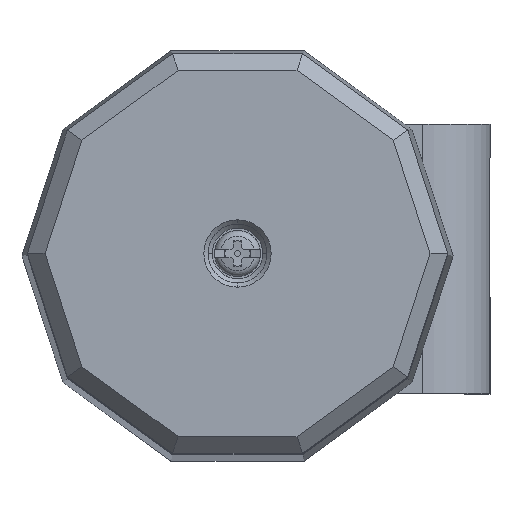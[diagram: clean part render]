
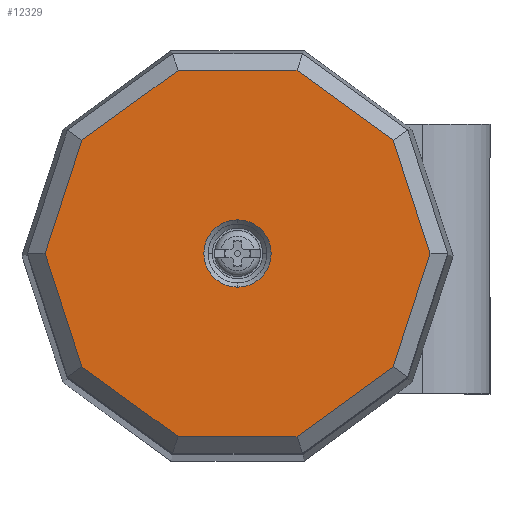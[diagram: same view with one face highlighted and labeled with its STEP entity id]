
A CAD part, top view. The second image highlights one B-rep face of the part: STEP entity #12329.
In plain terms, the highlighted planar face has unit normal (0, 0, 1).
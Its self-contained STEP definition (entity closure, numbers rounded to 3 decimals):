
#11561=CARTESIAN_POINT('',(0.,-4.,380.));
#11562=VERTEX_POINT('',#11561);
#11571=CARTESIAN_POINT('',(0.,4.,380.));
#11572=VERTEX_POINT('',#11571);
#11573=CARTESIAN_POINT('',(0.,0.,380.));
#11574=DIRECTION('',(0.0,0.0,1.0));
#11575=DIRECTION('',(0.0,-1.0,0.0));
#11576=AXIS2_PLACEMENT_3D('',#11573,#11574,#11575);
#11577=CIRCLE('',#11576,4.0);
#11578=EDGE_CURVE('',#11562,#11572,#11577,.T.);
#12067=CARTESIAN_POINT('',(-7.067,-21.75,380.));
#12068=VERTEX_POINT('',#12067);
#12069=CARTESIAN_POINT('',(-18.502,-13.442,380.));
#12070=VERTEX_POINT('',#12069);
#12071=CARTESIAN_POINT('',(-7.067,-21.75,380.));
#12072=DIRECTION('',(-0.809,0.588,0.0));
#12073=VECTOR('',#12072,14.134);
#12074=LINE('',#12071,#12073);
#12075=EDGE_CURVE('',#12068,#12070,#12074,.T.);
#12098=CARTESIAN_POINT('',(-22.869,0.,380.));
#12099=VERTEX_POINT('',#12098);
#12100=CARTESIAN_POINT('',(-18.502,-13.442,380.));
#12101=DIRECTION('',(-0.309,0.951,0.0));
#12102=VECTOR('',#12101,14.134);
#12103=LINE('',#12100,#12102);
#12104=EDGE_CURVE('',#12070,#12099,#12103,.T.);
#12122=CARTESIAN_POINT('',(-18.502,13.442,380.));
#12123=VERTEX_POINT('',#12122);
#12124=CARTESIAN_POINT('',(-22.869,0.,380.));
#12125=DIRECTION('',(0.309,0.951,0.0));
#12126=VECTOR('',#12125,14.134);
#12127=LINE('',#12124,#12126);
#12128=EDGE_CURVE('',#12099,#12123,#12127,.T.);
#12146=CARTESIAN_POINT('',(-7.067,21.75,380.));
#12147=VERTEX_POINT('',#12146);
#12148=CARTESIAN_POINT('',(-18.502,13.442,380.));
#12149=DIRECTION('',(0.809,0.588,0.0));
#12150=VECTOR('',#12149,14.134);
#12151=LINE('',#12148,#12150);
#12152=EDGE_CURVE('',#12123,#12147,#12151,.T.);
#12170=CARTESIAN_POINT('',(7.067,21.75,380.));
#12171=VERTEX_POINT('',#12170);
#12172=CARTESIAN_POINT('',(-7.067,21.75,380.));
#12173=DIRECTION('',(1.0,0.0,0.0));
#12174=VECTOR('',#12173,14.134);
#12175=LINE('',#12172,#12174);
#12176=EDGE_CURVE('',#12147,#12171,#12175,.T.);
#12194=CARTESIAN_POINT('',(18.502,13.442,380.));
#12195=VERTEX_POINT('',#12194);
#12196=CARTESIAN_POINT('',(7.067,21.75,380.));
#12197=DIRECTION('',(0.809,-0.588,0.0));
#12198=VECTOR('',#12197,14.134);
#12199=LINE('',#12196,#12198);
#12200=EDGE_CURVE('',#12171,#12195,#12199,.T.);
#12218=CARTESIAN_POINT('',(22.869,0.,380.));
#12219=VERTEX_POINT('',#12218);
#12220=CARTESIAN_POINT('',(18.502,13.442,380.));
#12221=DIRECTION('',(0.309,-0.951,0.0));
#12222=VECTOR('',#12221,14.134);
#12223=LINE('',#12220,#12222);
#12224=EDGE_CURVE('',#12195,#12219,#12223,.T.);
#12242=CARTESIAN_POINT('',(18.502,-13.442,380.));
#12243=VERTEX_POINT('',#12242);
#12244=CARTESIAN_POINT('',(22.869,0.,380.));
#12245=DIRECTION('',(-0.309,-0.951,0.0));
#12246=VECTOR('',#12245,14.134);
#12247=LINE('',#12244,#12246);
#12248=EDGE_CURVE('',#12219,#12243,#12247,.T.);
#12266=CARTESIAN_POINT('',(7.067,-21.75,380.));
#12267=VERTEX_POINT('',#12266);
#12268=CARTESIAN_POINT('',(18.502,-13.442,380.));
#12269=DIRECTION('',(-0.809,-0.588,0.0));
#12270=VECTOR('',#12269,14.134);
#12271=LINE('',#12268,#12270);
#12272=EDGE_CURVE('',#12243,#12267,#12271,.T.);
#12290=CARTESIAN_POINT('',(7.067,-21.75,380.));
#12291=DIRECTION('',(-1.0,0.0,0.0));
#12292=VECTOR('',#12291,14.134);
#12293=LINE('',#12290,#12292);
#12294=EDGE_CURVE('',#12267,#12068,#12293,.T.);
#12302=CARTESIAN_POINT('',(25.156,-23.925,380.));
#12303=DIRECTION('',(0.0,0.0,1.0));
#12304=DIRECTION('',(1.0,0.0,0.0));
#12305=AXIS2_PLACEMENT_3D('',#12302,#12303,#12304);
#12306=PLANE('',#12305);
#12307=ORIENTED_EDGE('',*,*,#12075,.F.);
#12308=ORIENTED_EDGE('',*,*,#12294,.F.);
#12309=ORIENTED_EDGE('',*,*,#12272,.F.);
#12310=ORIENTED_EDGE('',*,*,#12248,.F.);
#12311=ORIENTED_EDGE('',*,*,#12224,.F.);
#12312=ORIENTED_EDGE('',*,*,#12200,.F.);
#12313=ORIENTED_EDGE('',*,*,#12176,.F.);
#12314=ORIENTED_EDGE('',*,*,#12152,.F.);
#12315=ORIENTED_EDGE('',*,*,#12128,.F.);
#12316=ORIENTED_EDGE('',*,*,#12104,.F.);
#12317=EDGE_LOOP('',(#12307,#12308,#12309,#12310,#12311,#12312,#12313,#12314,#12315,#12316));
#12318=FACE_OUTER_BOUND('',#12317,.T.);
#12319=CARTESIAN_POINT('',(0.,0.,380.));
#12320=DIRECTION('',(0.0,0.0,1.0));
#12321=DIRECTION('',(0.0,-1.0,0.0));
#12322=AXIS2_PLACEMENT_3D('',#12319,#12320,#12321);
#12323=CIRCLE('',#12322,4.0);
#12324=EDGE_CURVE('',#11572,#11562,#12323,.T.);
#12325=ORIENTED_EDGE('',*,*,#12324,.F.);
#12326=ORIENTED_EDGE('',*,*,#11578,.F.);
#12327=EDGE_LOOP('',(#12325,#12326));
#12328=FACE_BOUND('',#12327,.T.);
#12329=ADVANCED_FACE('',(#12318,#12328),#12306,.T.);
